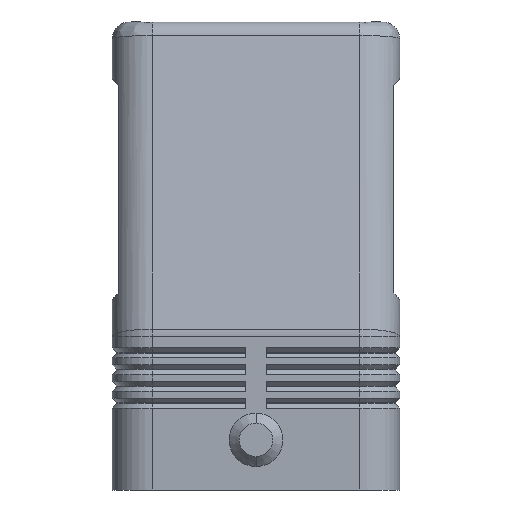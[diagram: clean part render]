
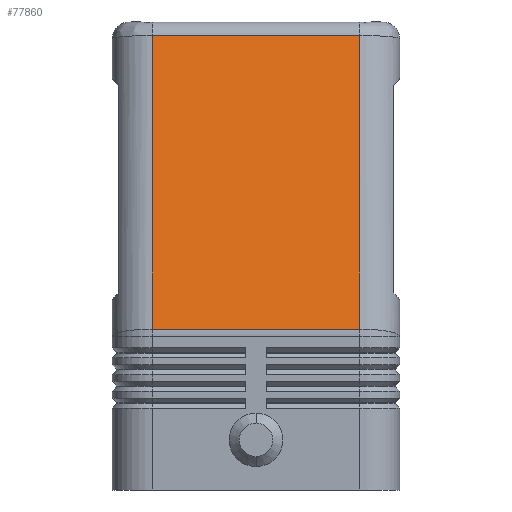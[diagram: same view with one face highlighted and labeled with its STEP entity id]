
A CAD part, left-side view. The second image highlights one B-rep face of the part: STEP entity #77860.
In plain terms, the highlighted planar face has unit normal (-0.982, 0, 0.19).
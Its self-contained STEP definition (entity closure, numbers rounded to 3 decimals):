
#1930=CARTESIAN_POINT('',(-21.392,15.5,67.975));
#1940=VERTEX_POINT('',#1930);
#1970=CARTESIAN_POINT('',(-29.891,15.5,24.065));
#1980=DIRECTION('',(0.19,0.,0.982));
#1990=VECTOR('',#1980,1.);
#2000=LINE('',#1970,#1990);
#2010=CARTESIAN_POINT('',(-29.891,15.5,24.065));
#2020=VERTEX_POINT('',#2010);
#2030=EDGE_CURVE('',#2020,#1940,#2000,.T.);
#2820=CARTESIAN_POINT('',(-21.392,-15.5,67.975));
#2830=VERTEX_POINT('',#2820);
#2860=CARTESIAN_POINT('',(-21.392,15.5,67.975));
#2870=DIRECTION('',(0.,-1.,0.));
#2880=VECTOR('',#2870,1.);
#2890=LINE('',#2860,#2880);
#2900=EDGE_CURVE('',#1940,#2830,#2890,.T.);
#3570=CARTESIAN_POINT('',(-29.891,-15.5,24.065));
#3580=DIRECTION('',(0.,1.,0.));
#3590=VECTOR('',#3580,1.);
#3600=LINE('',#3570,#3590);
#3610=CARTESIAN_POINT('',(-29.891,-15.5,24.065));
#3620=VERTEX_POINT('',#3610);
#3630=EDGE_CURVE('',#3620,#2020,#3600,.T.);
#5030=CARTESIAN_POINT('',(-21.392,-15.5,67.975));
#5040=DIRECTION('',(-0.19,0.,-0.982));
#5050=VECTOR('',#5040,1.);
#5060=LINE('',#5030,#5050);
#5070=EDGE_CURVE('',#2830,#3620,#5060,.T.);
#77750=CARTESIAN_POINT('',(-30.741,-18.6,19.674));
#77760=DIRECTION('',(-0.982,0.,0.19));
#77770=DIRECTION('',(0.19,0.,0.982));
#77780=AXIS2_PLACEMENT_3D('',#77750,#77760,#77770);
#77790=PLANE('',#77780);
#77800=ORIENTED_EDGE('',*,*,#3630,.F.);
#77810=ORIENTED_EDGE('',*,*,#2030,.F.);
#77820=ORIENTED_EDGE('',*,*,#2900,.F.);
#77830=ORIENTED_EDGE('',*,*,#5070,.F.);
#77840=EDGE_LOOP('',(#77830,#77820,#77810,#77800));
#77850=FACE_OUTER_BOUND('',#77840,.T.);
#77860=ADVANCED_FACE('',(#77850),#77790,.T.);
